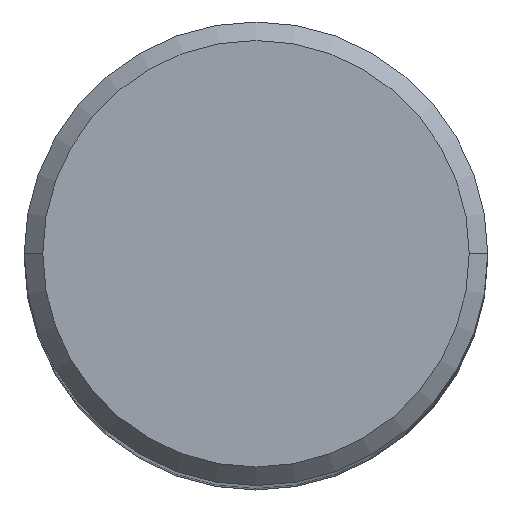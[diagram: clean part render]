
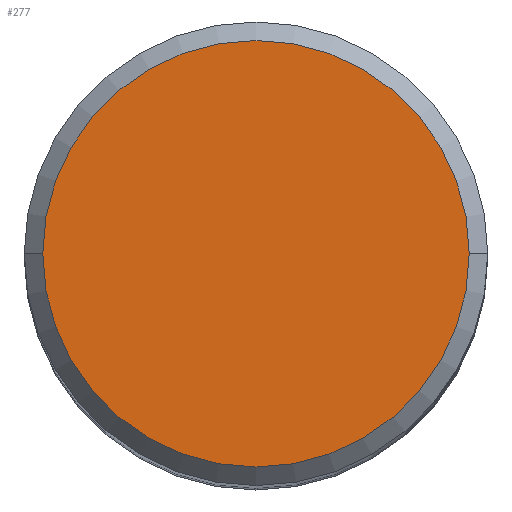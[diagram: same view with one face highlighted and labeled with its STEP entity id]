
A CAD part, top view. The second image highlights one B-rep face of the part: STEP entity #277.
In plain terms, the highlighted planar face has unit normal (0, 0, 1).
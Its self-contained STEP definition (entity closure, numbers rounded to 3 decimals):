
#40=PLANE('',#3350);
#277=ADVANCED_FACE('',(#701),#40,.F.);
#701=FACE_OUTER_BOUND('',#883,.T.);
#883=EDGE_LOOP('',(#1584,#1585));
#1584=ORIENTED_EDGE('',*,*,#2146,.T.);
#1585=ORIENTED_EDGE('',*,*,#2147,.T.);
#1790=VERTEX_POINT('',#6923);
#1791=VERTEX_POINT('',#6925);
#2146=EDGE_CURVE('',#1790,#1791,#2660,.T.);
#2147=EDGE_CURVE('',#1791,#1790,#2661,.T.);
#2660=CIRCLE('',#3347,11.5);
#2661=CIRCLE('',#3349,11.5);
#3347=AXIS2_PLACEMENT_3D('',#6926,#4034,#4035);
#3349=AXIS2_PLACEMENT_3D('',#6928,#4038,#4039);
#3350=AXIS2_PLACEMENT_3D('',#6929,#4040,#4041);
#4034=DIRECTION('',(0.,0.,1.));
#4035=DIRECTION('',(1.,0.,0.));
#4038=DIRECTION('',(0.,0.,1.));
#4039=DIRECTION('',(-1.,0.,0.));
#4040=DIRECTION('',(0.,0.,-1.));
#4041=DIRECTION('',(-1.,0.,0.));
#6923=CARTESIAN_POINT('',(11.5,0.,0.));
#6925=CARTESIAN_POINT('',(-11.5,0.,0.));
#6926=CARTESIAN_POINT('',(0.,0.,0.));
#6928=CARTESIAN_POINT('',(0.,0.,0.));
#6929=CARTESIAN_POINT('',(0.,0.,0.));
